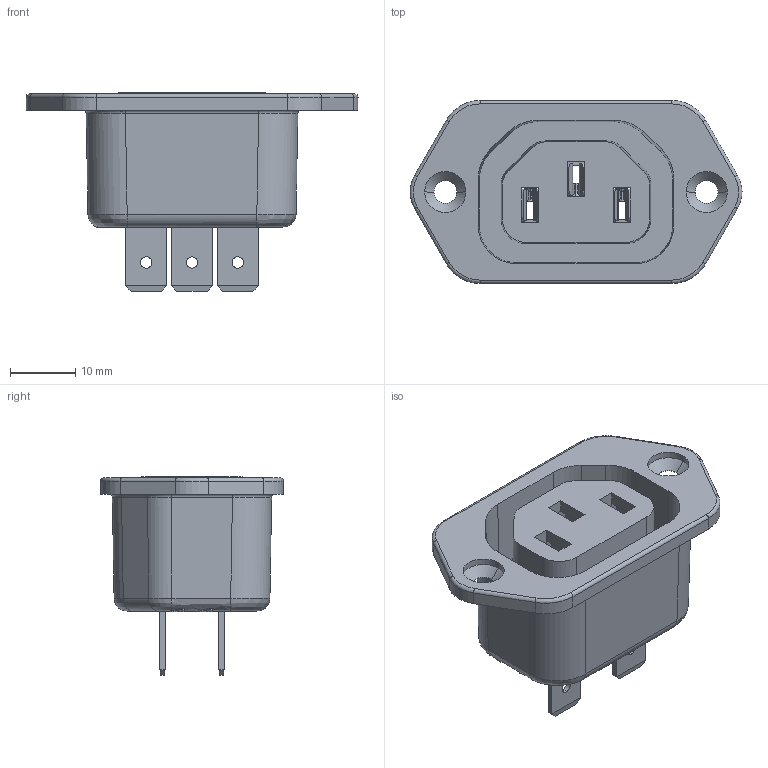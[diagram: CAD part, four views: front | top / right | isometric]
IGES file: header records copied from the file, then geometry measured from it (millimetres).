
Start section: Elysium IGES Interface
Global section: file name: 157H83030600_R5_Sheet-F_Screw-Mnt_QD-Contacts_Assy_3-20-12.igs; native system: SolidDesigner 14.50  18-Oct-2006; preprocessor: OneSpace IGES_3D V2.2; author: Unknown; organization: Unknown; date: 20130213.123653; units: millimetre
Bounding box: 50.8 x 28 x 30.38 mm (x, y, z)
Volume: 8314.3 mm3; surface area: 10948.3 mm2
Topology: 5 solids, 5 shells, 1874 faces, 5275 edges, 3485 vertices
Faces by surface type: bspline 1874
